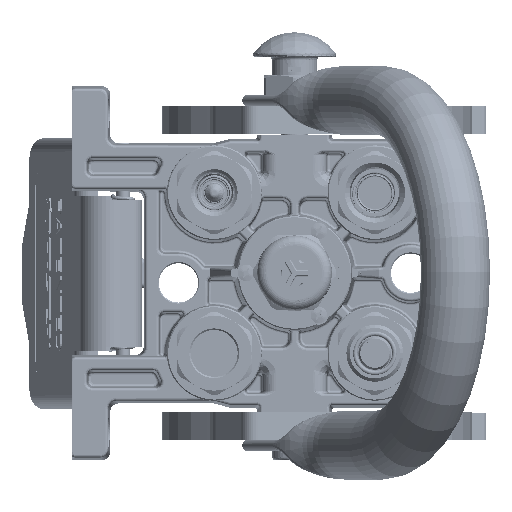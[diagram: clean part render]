
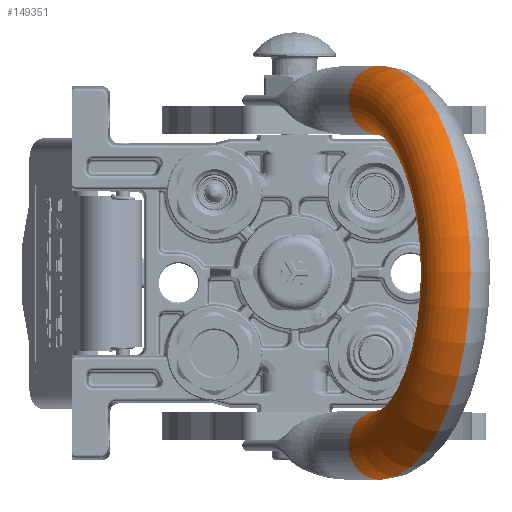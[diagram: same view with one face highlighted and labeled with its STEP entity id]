
A CAD part, top view. The second image highlights one B-rep face of the part: STEP entity #149351.
In plain terms, the highlighted toroidal (fillet/blend) face has major radius 62.25 mm and minor radius 12.5 mm.
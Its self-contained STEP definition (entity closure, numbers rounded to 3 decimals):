
#2945 = TOROIDAL_SURFACE ( 'NONE', #25087, 62.25, 12.5 ) ;
#3841 = VERTEX_POINT ( 'NONE', #56892 ) ;
#25087 = AXIS2_PLACEMENT_3D ( 'NONE', #170830, #149047, #230438 ) ;
#30336 = CIRCLE ( 'NONE', #112509, 12.5 ) ;
#50542 = EDGE_CURVE ( 'NONE', #183217, #51613, #30336, .T. ) ;
#51347 = EDGE_LOOP ( 'NONE', ( #148567, #228403, #70310, #179994 ) ) ;
#51613 = VERTEX_POINT ( 'NONE', #79636 ) ;
#53070 = EDGE_CURVE ( 'NONE', #51613, #3841, #233241, .T. ) ;
#56892 = CARTESIAN_POINT ( 'NONE',  ( 49.75, 0., 25.25 ) ) ;
#68393 = EDGE_CURVE ( 'NONE', #108097, #3841, #179646, .T. ) ;
#70310 = ORIENTED_EDGE ( 'NONE', *, *, #127928, .F. ) ;
#73011 = CARTESIAN_POINT ( 'NONE',  ( 62.25, 0., 25.25 ) ) ;
#79636 = CARTESIAN_POINT ( 'NONE',  ( -49.75, 0., 25.25 ) ) ;
#91399 = DIRECTION ( 'NONE',  ( 1., 0., 0. ) ) ;
#91735 = DIRECTION ( 'NONE',  ( -1., 0., 0. ) ) ;
#91990 = DIRECTION ( 'NONE',  ( -1., 0., 0. ) ) ;
#98773 = CARTESIAN_POINT ( 'NONE',  ( -74.75, 0., 25.25 ) ) ;
#108097 = VERTEX_POINT ( 'NONE', #224799 ) ;
#112509 = AXIS2_PLACEMENT_3D ( 'NONE', #218896, #184633, #165433 ) ;
#112877 = AXIS2_PLACEMENT_3D ( 'NONE', #254381, #173017, #91735 ) ;
#113808 = CARTESIAN_POINT ( 'NONE',  ( 0., 0., 25.25 ) ) ;
#127928 = EDGE_CURVE ( 'NONE', #183217, #108097, #149518, .T. ) ;
#134503 = FACE_OUTER_BOUND ( 'NONE', #51347, .T. ) ;
#145940 = AXIS2_PLACEMENT_3D ( 'NONE', #73011, #211212, #91399 ) ;
#148567 = ORIENTED_EDGE ( 'NONE', *, *, #53070, .T. ) ;
#149047 = DIRECTION ( 'NONE',  ( 0., 1., 0. ) ) ;
#149351 = ADVANCED_FACE ( 'NONE', ( #134503 ), #2945, .T. ) ;
#149518 = CIRCLE ( 'NONE', #185762, 74.75 ) ;
#165433 = DIRECTION ( 'NONE',  ( -1., 0., 0. ) ) ;
#170830 = CARTESIAN_POINT ( 'NONE',  ( 0., 0., 25.25 ) ) ;
#173017 = DIRECTION ( 'NONE',  ( 0., 1., 0. ) ) ;
#179646 = CIRCLE ( 'NONE', #145940, 12.5 ) ;
#179994 = ORIENTED_EDGE ( 'NONE', *, *, #50542, .T. ) ;
#183217 = VERTEX_POINT ( 'NONE', #98773 ) ;
#184633 = DIRECTION ( 'NONE',  ( 0., 0., 1. ) ) ;
#185762 = AXIS2_PLACEMENT_3D ( 'NONE', #113808, #211787, #91990 ) ;
#211212 = DIRECTION ( 'NONE',  ( 0., 0., -1. ) ) ;
#211787 = DIRECTION ( 'NONE',  ( 0., 1., 0. ) ) ;
#218896 = CARTESIAN_POINT ( 'NONE',  ( -62.25, 0., 25.25 ) ) ;
#224799 = CARTESIAN_POINT ( 'NONE',  ( 74.75, 0., 25.25 ) ) ;
#228403 = ORIENTED_EDGE ( 'NONE', *, *, #68393, .F. ) ;
#230438 = DIRECTION ( 'NONE',  ( 1., 0., 0. ) ) ;
#233241 = CIRCLE ( 'NONE', #112877, 49.75 ) ;
#254381 = CARTESIAN_POINT ( 'NONE',  ( 0., 0., 25.25 ) ) ;
